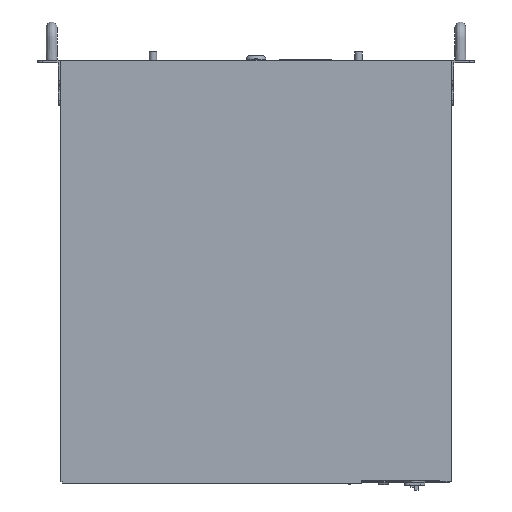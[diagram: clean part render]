
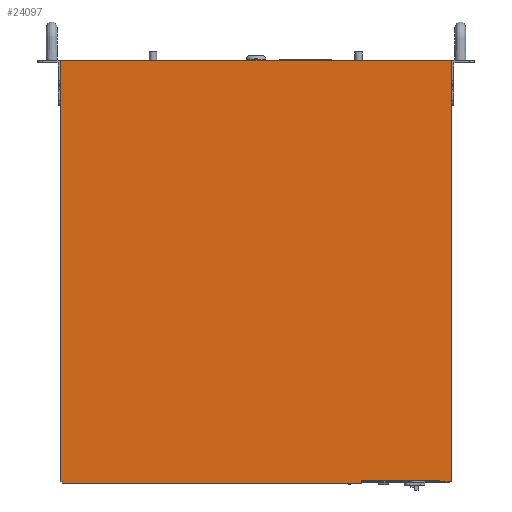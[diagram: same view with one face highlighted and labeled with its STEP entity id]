
A CAD part, front view. The second image highlights one B-rep face of the part: STEP entity #24097.
In plain terms, the highlighted planar face has unit normal (0, -1, 0).
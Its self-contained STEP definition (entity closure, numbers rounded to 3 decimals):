
#21750=FACE_OUTER_BOUND('',#38901,.T.);
#24097=ADVANCED_FACE('',(#21750),#26665,.T.);
#26665=PLANE('',#66417);
#28437=LINE('',#79737,#32971);
#28741=LINE('',#80655,#33276);
#28756=LINE('',#80704,#33291);
#28780=LINE('',#80782,#33315);
#28787=LINE('',#80800,#33322);
#28820=LINE('',#80898,#33355);
#28821=LINE('',#80900,#33356);
#28822=LINE('',#80901,#33357);
#28823=LINE('',#80903,#33358);
#28824=LINE('',#80905,#33359);
#28825=LINE('',#80907,#33360);
#28826=LINE('',#80909,#33361);
#32971=VECTOR('',#69053,1.);
#33276=VECTOR('',#69734,1.);
#33291=VECTOR('',#69773,1.);
#33315=VECTOR('',#69831,1.);
#33322=VECTOR('',#69844,1.);
#33355=VECTOR('',#69915,1.);
#33356=VECTOR('',#69918,1.);
#33357=VECTOR('',#69919,1.);
#33358=VECTOR('',#69920,1.);
#33359=VECTOR('',#69921,1.);
#33360=VECTOR('',#69922,1.);
#33361=VECTOR('',#69923,1.);
#38901=EDGE_LOOP('',(#42522,#42523,#42524,#42525,#42526,#42527,#42528,#42529,
#42530,#42531,#42532,#42533));
#42522=ORIENTED_EDGE('',*,*,#59611,.F.);
#42523=ORIENTED_EDGE('',*,*,#59561,.T.);
#42524=ORIENTED_EDGE('',*,*,#59076,.T.);
#42525=ORIENTED_EDGE('',*,*,#59513,.F.);
#42526=ORIENTED_EDGE('',*,*,#59610,.F.);
#42527=ORIENTED_EDGE('',*,*,#59551,.T.);
#42528=ORIENTED_EDGE('',*,*,#59612,.F.);
#42529=ORIENTED_EDGE('',*,*,#59613,.F.);
#42530=ORIENTED_EDGE('',*,*,#59614,.T.);
#42531=ORIENTED_EDGE('',*,*,#59615,.F.);
#42532=ORIENTED_EDGE('',*,*,#59616,.F.);
#42533=ORIENTED_EDGE('',*,*,#59489,.T.);
#54714=VERTEX_POINT('',#79736);
#54715=VERTEX_POINT('',#79738);
#55082=VERTEX_POINT('',#80650);
#55084=VERTEX_POINT('',#80654);
#55106=VERTEX_POINT('',#80703);
#55143=VERTEX_POINT('',#80781);
#55144=VERTEX_POINT('',#80783);
#55152=VERTEX_POINT('',#80801);
#55198=VERTEX_POINT('',#80902);
#55199=VERTEX_POINT('',#80904);
#55200=VERTEX_POINT('',#80906);
#55201=VERTEX_POINT('',#80908);
#59076=EDGE_CURVE('',#54715,#54714,#28437,.T.);
#59489=EDGE_CURVE('',#55082,#55084,#28741,.T.);
#59513=EDGE_CURVE('',#55106,#54714,#28756,.T.);
#59551=EDGE_CURVE('',#55144,#55143,#28780,.T.);
#59561=EDGE_CURVE('',#55152,#54715,#28787,.T.);
#59610=EDGE_CURVE('',#55144,#55106,#28820,.T.);
#59611=EDGE_CURVE('',#55152,#55084,#28821,.T.);
#59612=EDGE_CURVE('',#55198,#55143,#28822,.T.);
#59613=EDGE_CURVE('',#55199,#55198,#28823,.T.);
#59614=EDGE_CURVE('',#55199,#55200,#28824,.T.);
#59615=EDGE_CURVE('',#55201,#55200,#28825,.T.);
#59616=EDGE_CURVE('',#55082,#55201,#28826,.T.);
#66417=AXIS2_PLACEMENT_3D('',#80910,#69924,#69925);
#69053=DIRECTION('',(0.,0.,1.));
#69734=DIRECTION('',(1.,0.,0.));
#69773=DIRECTION('',(1.,0.,0.));
#69831=DIRECTION('',(1.,0.,0.));
#69844=DIRECTION('',(1.,0.,0.));
#69915=DIRECTION('',(0.,0.,1.));
#69918=DIRECTION('',(0.,0.,1.));
#69919=DIRECTION('',(0.,0.,1.));
#69920=DIRECTION('',(-1.,0.,0.));
#69921=DIRECTION('',(0.,0.,1.));
#69922=DIRECTION('',(1.,0.,0.));
#69923=DIRECTION('',(0.,0.,-1.));
#69924=DIRECTION('',(0.,-1.,0.));
#69925=DIRECTION('',(0.,0.,-1.));
#79736=CARTESIAN_POINT('',(215.05,-0.1,33.4));
#79737=CARTESIAN_POINT('',(215.05,-0.1,-431.));
#79738=CARTESIAN_POINT('',(215.05,-0.1,-431.));
#80650=CARTESIAN_POINT('',(115.85,-0.1,-430.));
#80654=CARTESIAN_POINT('',(202.25,-0.1,-430.));
#80655=CARTESIAN_POINT('',(-214.95,-0.1,-430.));
#80703=CARTESIAN_POINT('',(-214.95,-0.1,33.4));
#80704=CARTESIAN_POINT('',(-214.95,-0.1,33.4));
#80781=CARTESIAN_POINT('',(-213.55,-0.1,-431.));
#80782=CARTESIAN_POINT('',(-214.95,-0.1,-431.));
#80783=CARTESIAN_POINT('',(-214.95,-0.1,-431.));
#80800=CARTESIAN_POINT('',(-214.95,-0.1,-431.));
#80801=CARTESIAN_POINT('',(202.25,-0.1,-431.));
#80898=CARTESIAN_POINT('',(-214.95,-0.1,-431.));
#80900=CARTESIAN_POINT('',(202.25,-0.1,-431.));
#80901=CARTESIAN_POINT('',(-213.55,-0.1,-432.4));
#80902=CARTESIAN_POINT('',(-213.55,-0.1,-432.4));
#80903=CARTESIAN_POINT('',(116.05,-0.1,-432.4));
#80904=CARTESIAN_POINT('',(116.05,-0.1,-432.4));
#80905=CARTESIAN_POINT('',(116.05,-0.1,-432.4));
#80906=CARTESIAN_POINT('',(116.05,-0.1,-431.));
#80907=CARTESIAN_POINT('',(-214.95,-0.1,-431.));
#80908=CARTESIAN_POINT('',(115.85,-0.1,-431.));
#80909=CARTESIAN_POINT('',(115.85,-0.1,-431.));
#80910=CARTESIAN_POINT('',(-214.95,-0.1,-431.));
